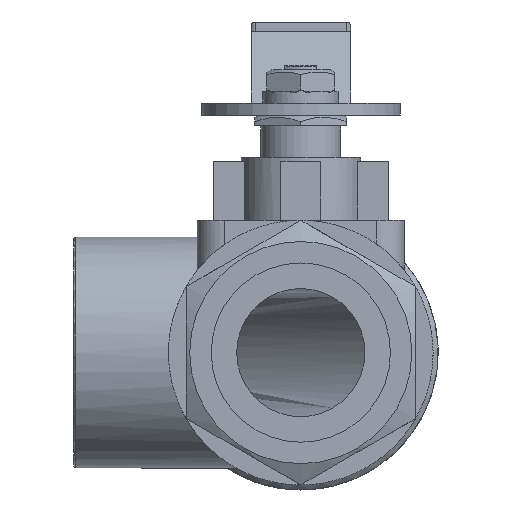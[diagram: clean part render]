
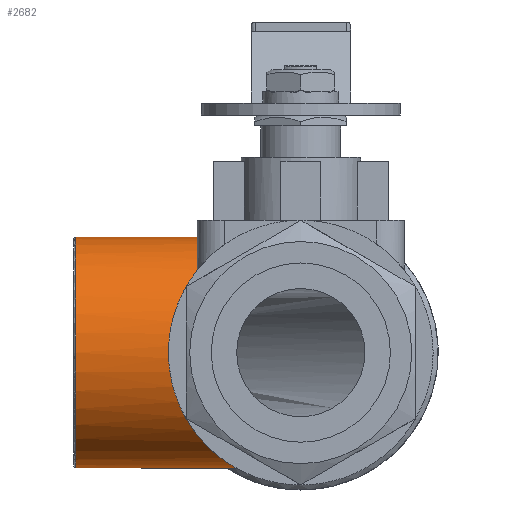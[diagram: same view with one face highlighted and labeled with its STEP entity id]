
A CAD part, front view. The second image highlights one B-rep face of the part: STEP entity #2682.
In plain terms, the highlighted cylindrical face has radius 29 mm (diameter 58 mm), a full revolution.
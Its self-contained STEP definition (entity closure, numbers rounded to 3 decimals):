
#132=LINE('',#4388,#346);
#133=LINE('',#4392,#347);
#346=VECTOR('',#3361,1000.);
#347=VECTOR('',#3364,1000.);
#601=B_SPLINE_CURVE_WITH_KNOTS('',3,(#4324,#4325,#4326,#4327,#4328,#4329,
#4330),.UNSPECIFIED.,.F.,.F.,(4,1,1,1,4),(0.,0.005,
0.01,0.014,0.019),.UNSPECIFIED.);
#602=B_SPLINE_CURVE_WITH_KNOTS('',3,(#4333,#4334,#4335,#4336),
 .UNSPECIFIED.,.F.,.F.,(4,4),(0.,0.003),
 .UNSPECIFIED.);
#603=B_SPLINE_CURVE_WITH_KNOTS('',3,(#4338,#4339,#4340,#4341,#4342,#4343,
#4344,#4345,#4346,#4347,#4348,#4349,#4350),.UNSPECIFIED.,.F.,.F.,(4,1,1,
1,1,1,1,1,1,1,4),(0.,0.006,0.011,
0.017,0.02,0.023,0.025,
0.028,0.031,0.034,0.045),
 .UNSPECIFIED.);
#604=B_SPLINE_CURVE_WITH_KNOTS('',3,(#4352,#4353,#4354,#4355),
 .UNSPECIFIED.,.F.,.F.,(4,4),(0.,0.003),
 .UNSPECIFIED.);
#605=B_SPLINE_CURVE_WITH_KNOTS('',3,(#4357,#4358,#4359,#4360,#4361,#4362,
#4363,#4364,#4365,#4366,#4367,#4368,#4369,#4370,#4371,#4372,#4373,#4374,
#4375,#4376,#4377,#4378,#4379,#4380,#4381,#4382,#4383,#4384,#4385,#4386),
 .UNSPECIFIED.,.F.,.F.,(4,1,1,1,1,1,1,1,1,1,1,1,1,1,1,1,1,1,1,1,1,1,1,1,
1,1,1,4),(0.,0.007,0.015,0.018,
0.022,0.026,0.029,0.033,
0.037,0.044,0.048,0.051,
0.059,0.062,0.066,0.07,
0.073,0.077,0.081,0.084,
0.088,0.095,0.099,0.102,
0.106,0.11,0.113,0.117),
 .UNSPECIFIED.);
#858=ORIENTED_EDGE('',*,*,#1575,.T.);
#859=ORIENTED_EDGE('',*,*,#1576,.T.);
#860=ORIENTED_EDGE('',*,*,#1577,.F.);
#861=ORIENTED_EDGE('',*,*,#1578,.T.);
#862=ORIENTED_EDGE('',*,*,#1579,.T.);
#863=ORIENTED_EDGE('',*,*,#1580,.F.);
#864=ORIENTED_EDGE('',*,*,#1581,.T.);
#865=ORIENTED_EDGE('',*,*,#1582,.T.);
#866=ORIENTED_EDGE('',*,*,#1569,.F.);
#1569=EDGE_CURVE('',#1931,#1931,#2120,.T.);
#1575=EDGE_CURVE('',#1939,#1940,#601,.T.);
#1576=EDGE_CURVE('',#1940,#1941,#602,.T.);
#1577=EDGE_CURVE('',#1942,#1941,#603,.T.);
#1578=EDGE_CURVE('',#1942,#1943,#604,.T.);
#1579=EDGE_CURVE('',#1943,#1944,#605,.T.);
#1580=EDGE_CURVE('',#1945,#1944,#132,.T.);
#1581=EDGE_CURVE('',#1945,#1946,#2126,.T.);
#1582=EDGE_CURVE('',#1946,#1939,#133,.T.);
#1931=VERTEX_POINT('',#4305);
#1939=VERTEX_POINT('',#4331);
#1940=VERTEX_POINT('',#4332);
#1941=VERTEX_POINT('',#4337);
#1942=VERTEX_POINT('',#4351);
#1943=VERTEX_POINT('',#4356);
#1944=VERTEX_POINT('',#4387);
#1945=VERTEX_POINT('',#4389);
#1946=VERTEX_POINT('',#4391);
#2120=CIRCLE('',#2890,29.);
#2126=CIRCLE('',#2902,29.);
#2265=EDGE_LOOP('',(#858,#859,#860,#861,#862,#863,#864,#865));
#2266=EDGE_LOOP('',(#866));
#2462=FACE_BOUND('',#2265,.T.);
#2463=FACE_BOUND('',#2266,.T.);
#2599=CYLINDRICAL_SURFACE('',#2901,29.);
#2682=ADVANCED_FACE('',(#2462,#2463),#2599,.T.);
#2890=AXIS2_PLACEMENT_3D('',#4304,#3337,#3338);
#2901=AXIS2_PLACEMENT_3D('',#4323,#3359,#3360);
#2902=AXIS2_PLACEMENT_3D('',#4390,#3362,#3363);
#3337=DIRECTION('',(1.,0.,0.));
#3338=DIRECTION('',(0.,0.,-1.));
#3359=DIRECTION('',(-1.,0.,0.));
#3360=DIRECTION('',(0.,0.,1.));
#3361=DIRECTION('',(-1.,0.,0.));
#3362=DIRECTION('',(1.,0.,0.));
#3363=DIRECTION('',(0.,0.,-1.));
#3364=DIRECTION('',(-1.,0.,0.));
#4304=CARTESIAN_POINT('',(19.614,-12.512,161.035));
#4305=CARTESIAN_POINT('',(19.614,-12.512,132.035));
#4323=CARTESIAN_POINT('',(20.114,-12.512,161.035));
#4324=CARTESIAN_POINT('',(-19.968,16.053,166.035));
#4325=CARTESIAN_POINT('',(-19.513,15.784,167.574));
#4326=CARTESIAN_POINT('',(-18.3,15.035,170.427));
#4327=CARTESIAN_POINT('',(-16.031,13.38,174.316));
#4328=CARTESIAN_POINT('',(-13.578,11.212,177.882));
#4329=CARTESIAN_POINT('',(-11.963,9.456,180.017));
#4330=CARTESIAN_POINT('',(-11.172,8.488,181.035));
#4331=CARTESIAN_POINT('',(-19.968,16.053,166.035));
#4332=CARTESIAN_POINT('',(-11.172,8.488,181.035));
#4333=CARTESIAN_POINT('',(-11.172,8.488,181.035));
#4334=CARTESIAN_POINT('',(-10.281,8.078,181.465));
#4335=CARTESIAN_POINT('',(-9.407,7.639,181.899));
#4336=CARTESIAN_POINT('',(-8.55,7.168,182.335));
#4337=CARTESIAN_POINT('',(-8.55,7.168,182.335));
#4338=CARTESIAN_POINT('',(-8.55,-32.193,182.335));
#4339=CARTESIAN_POINT('',(-7.685,-30.947,183.485));
#4340=CARTESIAN_POINT('',(-6.062,-28.268,185.567));
#4341=CARTESIAN_POINT('',(-4.041,-23.505,188.053));
#4342=CARTESIAN_POINT('',(-2.933,-19.116,189.383));
#4343=CARTESIAN_POINT('',(-2.465,-15.357,189.941));
#4344=CARTESIAN_POINT('',(-2.348,-12.549,190.08));
#4345=CARTESIAN_POINT('',(-2.46,-9.721,189.947));
#4346=CARTESIAN_POINT('',(-2.808,-6.9,189.533));
#4347=CARTESIAN_POINT('',(-3.362,-4.215,188.868));
#4348=CARTESIAN_POINT('',(-4.873,0.992,187.039));
#4349=CARTESIAN_POINT('',(-6.818,4.674,184.639));
#4350=CARTESIAN_POINT('',(-8.55,7.168,182.335));
#4351=CARTESIAN_POINT('',(-8.55,-32.193,182.335));
#4352=CARTESIAN_POINT('',(-8.55,-32.193,182.335));
#4353=CARTESIAN_POINT('',(-9.407,-32.664,181.899));
#4354=CARTESIAN_POINT('',(-10.281,-33.103,181.465));
#4355=CARTESIAN_POINT('',(-11.172,-33.512,181.035));
#4356=CARTESIAN_POINT('',(-11.172,-33.512,181.035));
#4357=CARTESIAN_POINT('',(-11.172,-33.512,181.035));
#4358=CARTESIAN_POINT('',(-12.384,-34.997,179.476));
#4359=CARTESIAN_POINT('',(-14.875,-37.534,176.138));
#4360=CARTESIAN_POINT('',(-17.924,-39.814,171.252));
#4361=CARTESIAN_POINT('',(-19.812,-40.996,166.847));
#4362=CARTESIAN_POINT('',(-20.706,-41.504,163.28));
#4363=CARTESIAN_POINT('',(-20.797,-41.554,159.543));
#4364=CARTESIAN_POINT('',(-20.045,-41.133,155.93));
#4365=CARTESIAN_POINT('',(-18.721,-40.322,152.583));
#4366=CARTESIAN_POINT('',(-16.514,-38.795,148.446));
#4367=CARTESIAN_POINT('',(-14.018,-36.694,144.79));
#4368=CARTESIAN_POINT('',(-11.558,-34.039,141.514));
#4369=CARTESIAN_POINT('',(-9.161,-30.962,138.478));
#4370=CARTESIAN_POINT('',(-7.048,-27.365,135.942));
#4371=CARTESIAN_POINT('',(-5.369,-23.137,133.975));
#4372=CARTESIAN_POINT('',(-4.425,-19.779,132.882));
#4373=CARTESIAN_POINT('',(-3.82,-16.159,132.187));
#4374=CARTESIAN_POINT('',(-3.619,-12.532,131.957));
#4375=CARTESIAN_POINT('',(-3.825,-8.815,132.193));
#4376=CARTESIAN_POINT('',(-4.422,-5.261,132.879));
#4377=CARTESIAN_POINT('',(-5.384,-1.843,133.992));
#4378=CARTESIAN_POINT('',(-7.049,2.34,135.943));
#4379=CARTESIAN_POINT('',(-9.203,5.999,138.531));
#4380=CARTESIAN_POINT('',(-11.565,9.02,141.523));
#4381=CARTESIAN_POINT('',(-13.424,11.027,143.997));
#4382=CARTESIAN_POINT('',(-15.297,12.748,146.673));
#4383=CARTESIAN_POINT('',(-17.088,14.167,149.519));
#4384=CARTESIAN_POINT('',(-18.727,15.301,152.595));
#4385=CARTESIAN_POINT('',(-19.621,15.848,154.86));
#4386=CARTESIAN_POINT('',(-19.968,16.053,156.035));
#4387=CARTESIAN_POINT('',(-19.968,16.053,156.035));
#4388=CARTESIAN_POINT('',(20.114,16.053,156.035));
#4389=CARTESIAN_POINT('',(-14.886,16.053,156.035));
#4390=CARTESIAN_POINT('',(-14.886,-12.512,161.035));
#4391=CARTESIAN_POINT('',(-14.886,16.053,166.035));
#4392=CARTESIAN_POINT('',(20.114,16.053,166.035));
